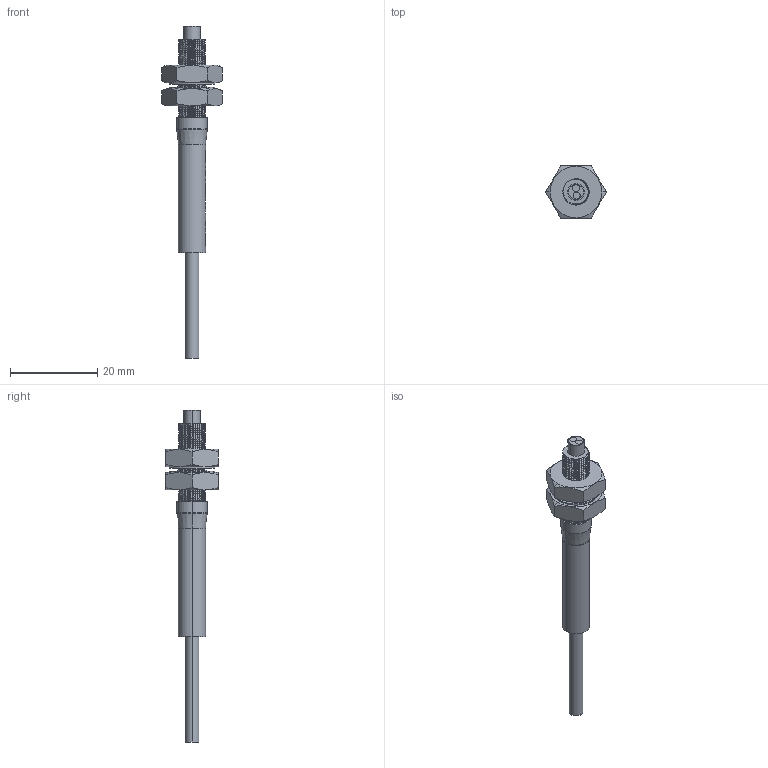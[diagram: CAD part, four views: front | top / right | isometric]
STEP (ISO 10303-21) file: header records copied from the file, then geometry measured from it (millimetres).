
FILE_DESCRIPTION (( 'STEP AP214' ), '1' );
FILE_NAME ('PT-62.STEP', '2015-09-24T07:57:19', ( '' ), ( '' ), 'SwSTEP 2.0', 'SolidWorks 2013', '' );
FILE_SCHEMA (( 'AUTOMOTIVE_DESIGN' ));
Length unit declared in the file: millimetre
Products named in the file (1): PT-62
Bounding box: 13.86 x 12 x 76 mm (x, y, z)
Volume: 2068.2 mm3; surface area: 3180.2 mm2
Topology: 3 solids, 3 shells, 463 faces, 1276 edges, 834 vertices
Faces by surface type: plane 281, cylinder 138, bspline 22, cone 14, torus 8
Entity records: 21531 total; most frequent: CARTESIAN_POINT 8220, ORIENTED_EDGE 2552, DIRECTION 2063, EDGE_CURVE 1276, VERTEX_POINT 834, VECTOR 773, LINE 773, AXIS2_PLACEMENT_3D 645
